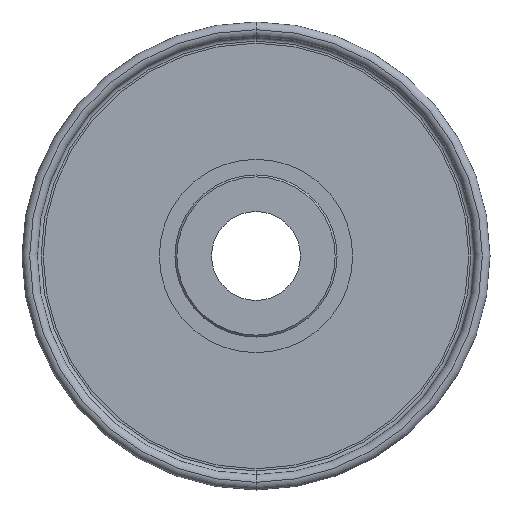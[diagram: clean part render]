
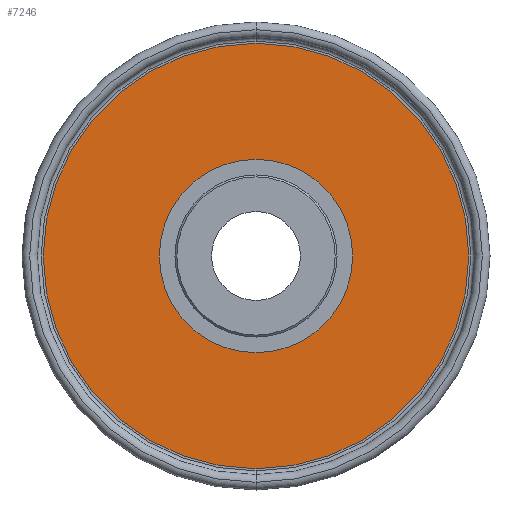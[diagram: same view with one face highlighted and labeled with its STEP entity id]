
A CAD part, front view. The second image highlights one B-rep face of the part: STEP entity #7246.
In plain terms, the highlighted planar face has unit normal (0, -1, 0).
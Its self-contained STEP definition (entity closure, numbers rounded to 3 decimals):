
#411 = CIRCLE ( 'NONE', #5805, 25. ) ;
#449 = CIRCLE ( 'NONE', #5813, 25. ) ;
#453 = CIRCLE ( 'NONE', #5812, 55. ) ;
#470 = CIRCLE ( 'NONE', #5824, 55. ) ;
#873 = CARTESIAN_POINT ( 'NONE',  ( 0., -7.5, 0. ) ) ;
#874 = DIRECTION ( 'NONE',  ( 0., -1., 0. ) ) ;
#875 = DIRECTION ( 'NONE',  ( 0., 0., -1. ) ) ;
#876 = CARTESIAN_POINT ( 'NONE',  ( 0., -7.5, 0. ) ) ;
#877 = DIRECTION ( 'NONE',  ( 0., -1., 0. ) ) ;
#878 = DIRECTION ( 'NONE',  ( 0., 0., -1. ) ) ;
#918 = CARTESIAN_POINT ( 'NONE',  ( 0., -7.5, 0. ) ) ;
#919 = DIRECTION ( 'NONE',  ( 0., -1., 0. ) ) ;
#920 = DIRECTION ( 'NONE',  ( 0., 0., -1. ) ) ;
#1577 = CARTESIAN_POINT ( 'NONE',  ( 0., -7.5, 55. ) ) ;
#1580 = CARTESIAN_POINT ( 'NONE',  ( 0., -7.5, -55. ) ) ;
#1583 = CARTESIAN_POINT ( 'NONE',  ( 0., -7.5, 25. ) ) ;
#1584 = DIRECTION ( 'NONE',  ( 0., 0., -1. ) ) ;
#1585 = DIRECTION ( 'NONE',  ( 0., -1., 0. ) ) ;
#1587 = CARTESIAN_POINT ( 'NONE',  ( 0., -7.5, 0. ) ) ;
#1591 = CARTESIAN_POINT ( 'NONE',  ( 0., -7.5, -25. ) ) ;
#2353 = PLANE ( 'NONE',  #4185 ) ;
#2360 = CARTESIAN_POINT ( 'NONE',  ( 0., -7.5, 0. ) ) ;
#2361 = DIRECTION ( 'NONE',  ( 0., -1., 0. ) ) ;
#2362 = DIRECTION ( 'NONE',  ( 0., 0., -1. ) ) ;
#4185 = AXIS2_PLACEMENT_3D ( 'NONE', #2360, #2361, #2362 ) ;
#5767 = EDGE_CURVE ( 'NONE', #6016, #6021, #411, .T. ) ;
#5805 = AXIS2_PLACEMENT_3D ( 'NONE', #1587, #1585, #1584 ) ;
#5812 = AXIS2_PLACEMENT_3D ( 'NONE', #873, #874, #875 ) ;
#5813 = AXIS2_PLACEMENT_3D ( 'NONE', #876, #877, #878 ) ;
#5824 = AXIS2_PLACEMENT_3D ( 'NONE', #918, #919, #920 ) ;
#6016 = VERTEX_POINT ( 'NONE', #1583 ) ;
#6021 = VERTEX_POINT ( 'NONE', #1591 ) ;
#6022 = VERTEX_POINT ( 'NONE', #1580 ) ;
#6025 = VERTEX_POINT ( 'NONE', #1577 ) ;
#6170 = EDGE_CURVE ( 'NONE', #6025, #6022, #453, .T. ) ;
#6171 = EDGE_CURVE ( 'NONE', #6021, #6016, #449, .T. ) ;
#6185 = EDGE_CURVE ( 'NONE', #6022, #6025, #470, .T. ) ;
#6359 = FACE_OUTER_BOUND ( 'NONE', #7599, .T. ) ;
#6363 = FACE_BOUND ( 'NONE', #7592, .T. ) ;
#7246 = ADVANCED_FACE ( 'NONE', ( #6359, #6363 ), #2353, .T. ) ;
#7592 = EDGE_LOOP ( 'NONE', ( #7765, #7766 ) ) ;
#7599 = EDGE_LOOP ( 'NONE', ( #7763, #7764 ) ) ;
#7763 = ORIENTED_EDGE ( 'NONE', *, *, #6170, .T. ) ;
#7764 = ORIENTED_EDGE ( 'NONE', *, *, #6185, .T. ) ;
#7765 = ORIENTED_EDGE ( 'NONE', *, *, #5767, .F. ) ;
#7766 = ORIENTED_EDGE ( 'NONE', *, *, #6171, .F. ) ;
